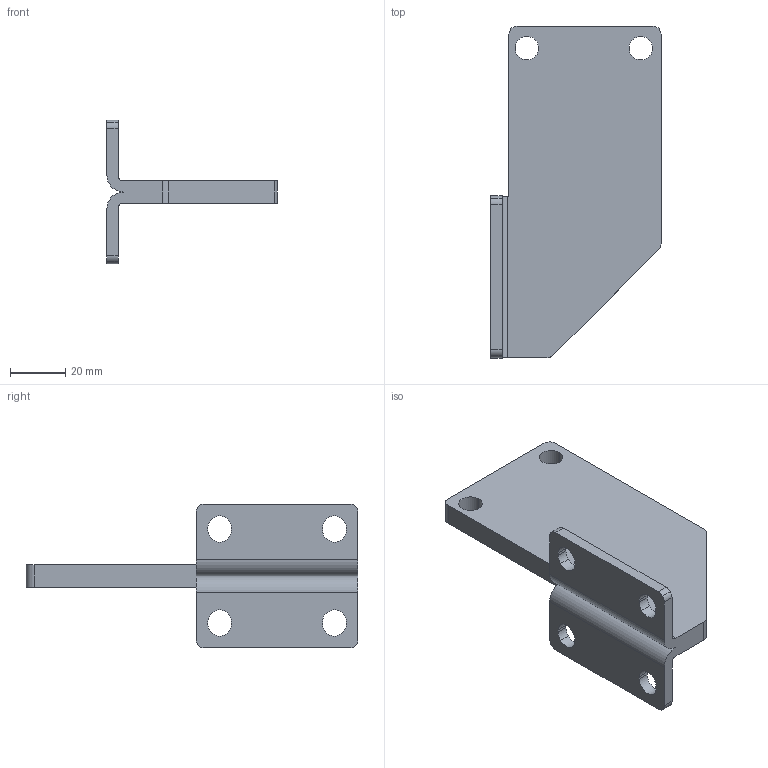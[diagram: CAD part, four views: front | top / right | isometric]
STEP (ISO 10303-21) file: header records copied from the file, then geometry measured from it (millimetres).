
FILE_DESCRIPTION((''),'2;1');
FILE_NAME('800 012.stp','2005-09-28T10:45:17',('Kysilko'),(''),'Autodesk Inventor 8','Autodesk Inventor 8','');
FILE_SCHEMA(('AUTOMOTIVE_DESIGN { 1 0 10303 214 1 1 1 1 }'));
Length unit declared in the file: millimetre
Products named in the file (1): Part12
Bounding box: 61.5 x 120 x 52 mm (x, y, z)
Volume: 56917.9 mm3; surface area: 20920.1 mm2
Topology: 1 solids, 1 shells, 58 faces, 168 edges, 112 vertices
Faces by surface type: bspline 26, cylinder 18, plane 14
Entity records: 2225 total; most frequent: CARTESIAN_POINT 669, ORIENTED_EDGE 336, DIRECTION 306, EDGE_CURVE 168, VERTEX_POINT 112, AXIS2_PLACEMENT_3D 105, VECTOR 96, LINE 96
